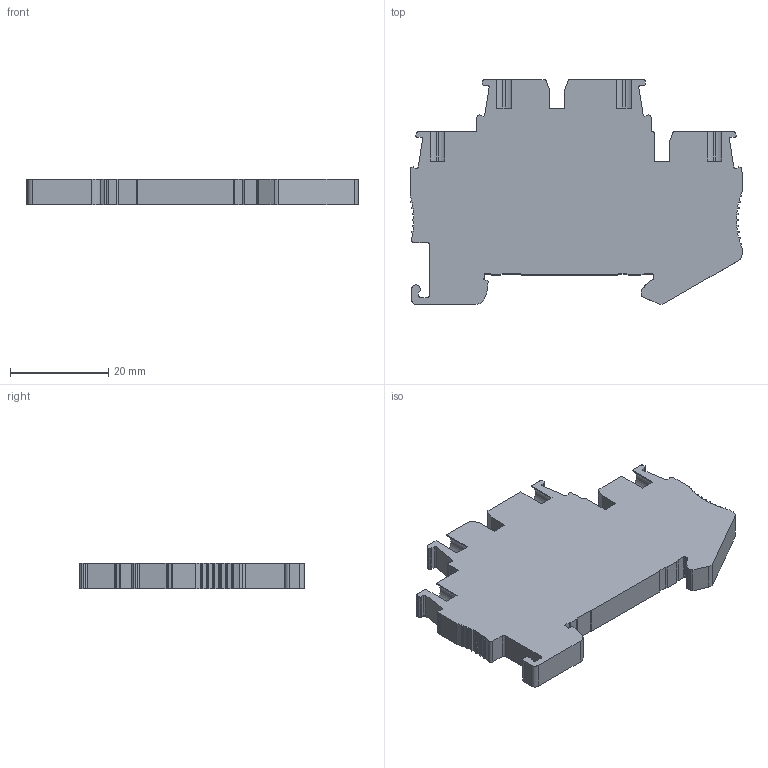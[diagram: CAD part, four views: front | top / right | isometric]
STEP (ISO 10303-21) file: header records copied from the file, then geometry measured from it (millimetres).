
FILE_DESCRIPTION((''),'2;1');
FILE_NAME('UJ5-2_5_2-2JD','2023-11-14T',('dell'),(''),'PRO/ENGINEER BY PARAMETRIC TECHNOLOGY CORPORATION, 2013230','PRO/ENGINEER BY PARAMETRIC TECHNOLOGY CORPORATION, 2013230','');
FILE_SCHEMA(('AUTOMOTIVE_DESIGN { 1 0 10303 214 1 1 1 1 }'));
Length unit declared in the file: millimetre
Products named in the file (1): UJ5-2_5_2-2JD
Bounding box: 67.6 x 45.8 x 5.2 mm (x, y, z)
Volume: 11350.1 mm3; surface area: 6657.6 mm2
Topology: 1 solids, 1 shells, 253 faces, 738 edges, 492 vertices
Faces by surface type: plane 167, cylinder 86
Entity records: 8435 total; most frequent: CARTESIAN_POINT 1507, ORIENTED_EDGE 1476, DIRECTION 1408, EDGE_CURVE 738, VECTOR 566, LINE 566, VERTEX_POINT 492, AXIS2_PLACEMENT_3D 421
